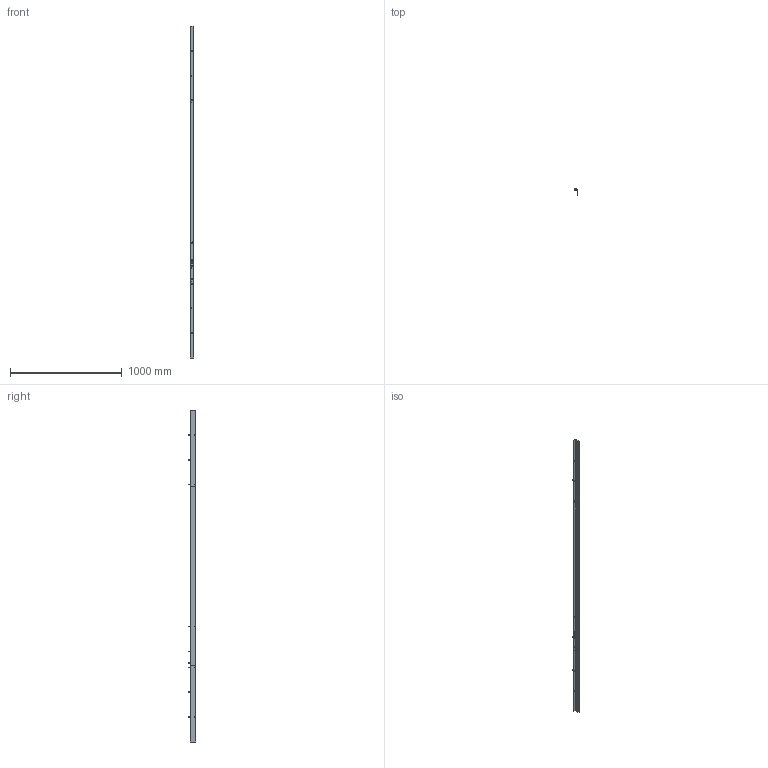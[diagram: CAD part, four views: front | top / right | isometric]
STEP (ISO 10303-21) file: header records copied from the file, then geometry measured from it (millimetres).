
FILE_DESCRIPTION(('CoCreate Modeling STEP Export'),'2;1');
FILE_NAME('Sturzfutterwinkel_L-ISM_VPK_L-E-ISM_VPK_20544-K-005.stp','2011-04-26T18:14:30',(''),(''),'CoCreate Modeling STEP processor for AP214 (Solid Model)','CoCreate Modeling 17.0B 09-Oct-2010 (C) Parametric Technology GmbH','');
FILE_SCHEMA(('AUTOMOTIVE_DESIGN { 1 0 10303 214 1 1 1 1 }'));
Length unit declared in the file: millimetre
Products named in the file (5): Sturzfutterwinkel_DIN_R_VP; 91420A328.1.1.1.1; Sturzfutterwinkel_Ablae_VP; Sturzfutterwinkel_DIN_L_VP; Sturzfutterwinkel_L-ISM_L-E-ISM_20544-K-005
Assembly tree (12 placements, depth 2):
  Sturzfutterwinkel_L-ISM_L-E-ISM_20544-K-005
    91420A328.1.1.1.1  x9
    Sturzfutterwinkel_DIN_L_VP
    Sturzfutterwinkel_Ablae_VP
    Sturzfutterwinkel_DIN_R_VP
Bounding box: 30 x 65 x 2971 mm (x, y, z)
Volume: 1112744.6 mm3; surface area: 482624.6 mm2
Topology: 12 solids, 12 shells, 1822 faces, 4629 edges, 2831 vertices
Faces by surface type: cone 846, cylinder 790, plane 186
Entity records: 10139 total; most frequent: CARTESIAN_POINT 3929, ORIENTED_EDGE 1366, DIRECTION 1062, EDGE_CURVE 683, VERTEX_POINT 423, AXIS2_PLACEMENT_3D 378, VECTOR 306, LINE 306
